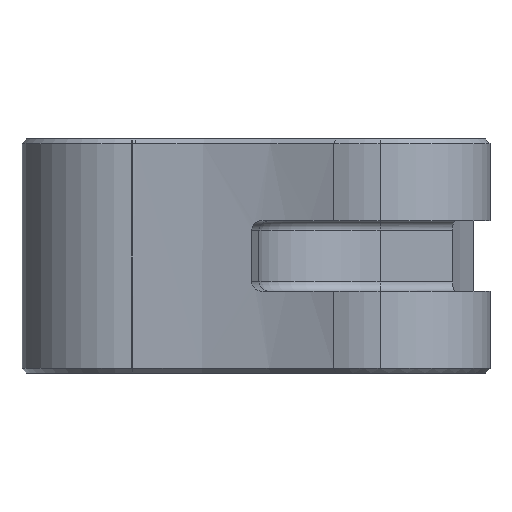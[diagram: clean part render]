
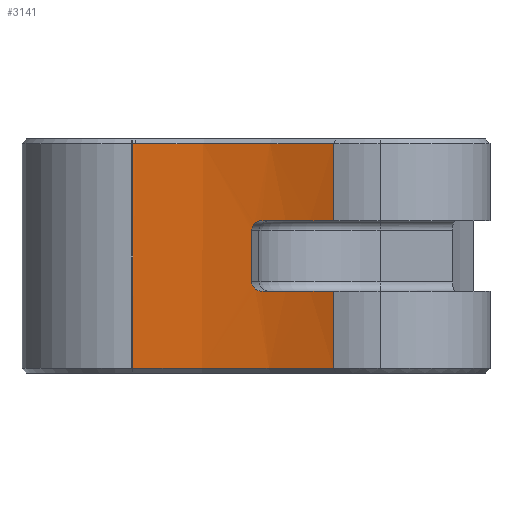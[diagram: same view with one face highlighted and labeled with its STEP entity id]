
A CAD part, left-side view. The second image highlights one B-rep face of the part: STEP entity #3141.
In plain terms, the highlighted cylindrical face has radius 100 mm (diameter 200 mm), a partial arc.
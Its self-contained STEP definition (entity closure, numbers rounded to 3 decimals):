
#45 = CARTESIAN_POINT ( 'NONE',  ( -15.102, 27.151, -6.51 ) ) ;
#120 = DIRECTION ( 'NONE',  ( 0., 0., 1. ) ) ;
#164 = AXIS2_PLACEMENT_3D ( 'NONE', #1907, #120, #2197 ) ;
#167 = CIRCLE ( 'NONE', #2285, 100. ) ;
#182 = ORIENTED_EDGE ( 'NONE', *, *, #2222, .T. ) ;
#204 = CARTESIAN_POINT ( 'NONE',  ( -15.417, 25.964, 7.448 ) ) ;
#288 = CARTESIAN_POINT ( 'NONE',  ( -11.9, 52.859, 24. ) ) ;
#306 = CARTESIAN_POINT ( 'NONE',  ( -21.292, 9.944, -24. ) ) ;
#324 = CARTESIAN_POINT ( 'NONE',  ( -21.292, 9.944, 7.5 ) ) ;
#342 = CARTESIAN_POINT ( 'NONE',  ( -15.047, 27.362, -6.031 ) ) ;
#437 = DIRECTION ( 'NONE',  ( 0., 0., -1. ) ) ;
#483 = CARTESIAN_POINT ( 'NONE',  ( -15.033, 27.415, 5.5 ) ) ;
#495 = CARTESIAN_POINT ( 'NONE',  ( -15.558, 25.453, 7.5 ) ) ;
#546 = LINE ( 'NONE', #2221, #3665 ) ;
#547 = ORIENTED_EDGE ( 'NONE', *, *, #2372, .F. ) ;
#602 = CARTESIAN_POINT ( 'NONE',  ( -111.898, 52.26, 25. ) ) ;
#623 = CARTESIAN_POINT ( 'NONE',  ( -15.487, 25.707, -7.487 ) ) ;
#626 = CARTESIAN_POINT ( 'NONE',  ( -111.898, 52.26, -24. ) ) ;
#631 = CARTESIAN_POINT ( 'NONE',  ( -15.033, 27.415, -5.5 ) ) ;
#648 = VERTEX_POINT ( 'NONE', #324 ) ;
#661 = B_SPLINE_CURVE_WITH_KNOTS ( 'NONE', 3,
 ( #1514, #2398, #623, #2693, #929, #2970, #1222, #3248, #1528, #3536, #1836, #45, #2122, #342, #2415, #631 ),
 .UNSPECIFIED., .F., .F.,
 ( 4, 2, 2, 2, 2, 2, 2, 4 ),
 ( 0., 0., 0.001, 0.001, 0.002, 0.002, 0.002, 0.003 ),
 .UNSPECIFIED. ) ;
#792 = CARTESIAN_POINT ( 'NONE',  ( -15.037, 27.402, 5.764 ) ) ;
#907 = DIRECTION ( 'NONE',  ( -1., 0., 0. ) ) ;
#929 = CARTESIAN_POINT ( 'NONE',  ( -15.386, 26.079, -7.4 ) ) ;
#932 = VERTEX_POINT ( 'NONE', #1192 ) ;
#940 = DIRECTION ( 'NONE',  ( 1., 0., 0. ) ) ;
#1084 = CARTESIAN_POINT ( 'NONE',  ( -15.06, 27.313, 6.149 ) ) ;
#1126 = AXIS2_PLACEMENT_3D ( 'NONE', #602, #2674, #907 ) ;
#1167 = CARTESIAN_POINT ( 'NONE',  ( -111.898, 52.26, -7.5 ) ) ;
#1179 = VERTEX_POINT ( 'NONE', #288 ) ;
#1192 = CARTESIAN_POINT ( 'NONE',  ( -15.558, 25.453, -7.5 ) ) ;
#1215 = VECTOR ( 'NONE', #2765, 1000. ) ;
#1222 = CARTESIAN_POINT ( 'NONE',  ( -15.292, 26.428, -7.24 ) ) ;
#1273 = VERTEX_POINT ( 'NONE', #3227 ) ;
#1360 = VERTEX_POINT ( 'NONE', #3590 ) ;
#1385 = CARTESIAN_POINT ( 'NONE',  ( -15.101, 27.152, 6.507 ) ) ;
#1389 = CARTESIAN_POINT ( 'NONE',  ( -15.558, 25.453, 7.5 ) ) ;
#1390 = ORIENTED_EDGE ( 'NONE', *, *, #1499, .T. ) ;
#1425 = LINE ( 'NONE', #2103, #2889 ) ;
#1473 = DIRECTION ( 'NONE',  ( 1., 0., 0. ) ) ;
#1474 = ORIENTED_EDGE ( 'NONE', *, *, #2860, .F. ) ;
#1477 = FACE_OUTER_BOUND ( 'NONE', #2006, .T. ) ;
#1489 = ORIENTED_EDGE ( 'NONE', *, *, #1718, .T. ) ;
#1499 = EDGE_CURVE ( 'NONE', #3460, #2208, #167, .T. ) ;
#1514 = CARTESIAN_POINT ( 'NONE',  ( -15.558, 25.453, -7.5 ) ) ;
#1521 = DIRECTION ( 'NONE',  ( 0., 0., -1. ) ) ;
#1528 = CARTESIAN_POINT ( 'NONE',  ( -15.208, 26.742, -7.012 ) ) ;
#1539 = CIRCLE ( 'NONE', #3621, 100. ) ;
#1550 = EDGE_CURVE ( 'NONE', #2636, #1273, #2329, .T. ) ;
#1569 = VECTOR ( 'NONE', #3562, 1000. ) ;
#1596 = VERTEX_POINT ( 'NONE', #2170 ) ;
#1610 = VERTEX_POINT ( 'NONE', #2451 ) ;
#1640 = AXIS2_PLACEMENT_3D ( 'NONE', #3357, #1655, #3657 ) ;
#1655 = DIRECTION ( 'NONE',  ( 0., 0., 1. ) ) ;
#1698 = CARTESIAN_POINT ( 'NONE',  ( -15.16, 26.925, 6.828 ) ) ;
#1718 = EDGE_CURVE ( 'NONE', #1610, #1360, #3315, .T. ) ;
#1836 = CARTESIAN_POINT ( 'NONE',  ( -15.139, 27.006, -6.728 ) ) ;
#1842 = ORIENTED_EDGE ( 'NONE', *, *, #1550, .T. ) ;
#1890 = EDGE_CURVE ( 'NONE', #1179, #3460, #2007, .T. ) ;
#1907 = CARTESIAN_POINT ( 'NONE',  ( -111.898, 52.26, 24. ) ) ;
#1909 = EDGE_CURVE ( 'NONE', #1360, #1179, #2213, .T. ) ;
#1939 = ORIENTED_EDGE ( 'NONE', *, *, #3309, .F. ) ;
#1954 = ORIENTED_EDGE ( 'NONE', *, *, #1909, .T. ) ;
#1985 = CARTESIAN_POINT ( 'NONE',  ( -15.29, 26.434, 7.251 ) ) ;
#1994 = ORIENTED_EDGE ( 'NONE', *, *, #3671, .T. ) ;
#2006 = EDGE_LOOP ( 'NONE', ( #3287, #1390, #1939, #1474, #182, #1842, #1994, #2194, #547, #1489, #1954 ) ) ;
#2007 = LINE ( 'NONE', #2172, #1215 ) ;
#2078 = CYLINDRICAL_SURFACE ( 'NONE', #1126, 100. ) ;
#2103 = CARTESIAN_POINT ( 'NONE',  ( -21.292, 9.944, 25. ) ) ;
#2122 = CARTESIAN_POINT ( 'NONE',  ( -15.085, 27.213, -6.393 ) ) ;
#2170 = CARTESIAN_POINT ( 'NONE',  ( -21.292, 9.944, -7.5 ) ) ;
#2172 = CARTESIAN_POINT ( 'NONE',  ( -11.9, 52.859, 25. ) ) ;
#2175 = B_SPLINE_CURVE_WITH_KNOTS ( 'NONE', 3,
 ( #483, #3681, #792, #2845, #1084, #3124, #1385, #3394, #1698, #3701, #1985, #204, #2278, #495 ),
 .UNSPECIFIED., .F., .F.,
 ( 4, 2, 2, 2, 2, 2, 4 ),
 ( 0., 0., 0.001, 0.001, 0.002, 0.002, 0.003 ),
 .UNSPECIFIED. ) ;
#2194 = ORIENTED_EDGE ( 'NONE', *, *, #3025, .T. ) ;
#2197 = DIRECTION ( 'NONE',  ( 1., 0., 0. ) ) ;
#2208 = VERTEX_POINT ( 'NONE', #306 ) ;
#2213 = CIRCLE ( 'NONE', #164, 100. ) ;
#2221 = CARTESIAN_POINT ( 'NONE',  ( -21.292, 9.944, 25. ) ) ;
#2222 = EDGE_CURVE ( 'NONE', #932, #2636, #661, .T. ) ;
#2278 = CARTESIAN_POINT ( 'NONE',  ( -15.487, 25.709, 7.5 ) ) ;
#2285 = AXIS2_PLACEMENT_3D ( 'NONE', #626, #2705, #940 ) ;
#2329 = LINE ( 'NONE', #3261, #1569 ) ;
#2372 = EDGE_CURVE ( 'NONE', #1610, #648, #546, .T. ) ;
#2398 = CARTESIAN_POINT ( 'NONE',  ( -15.522, 25.581, -7.5 ) ) ;
#2415 = CARTESIAN_POINT ( 'NONE',  ( -15.033, 27.415, -5.766 ) ) ;
#2416 = VERTEX_POINT ( 'NONE', #1389 ) ;
#2451 = CARTESIAN_POINT ( 'NONE',  ( -21.292, 9.944, 24. ) ) ;
#2548 = CIRCLE ( 'NONE', #2589, 100. ) ;
#2589 = AXIS2_PLACEMENT_3D ( 'NONE', #3243, #1521, #3528 ) ;
#2636 = VERTEX_POINT ( 'NONE', #3244 ) ;
#2674 = DIRECTION ( 'NONE',  ( 0., 0., -1. ) ) ;
#2690 = DIRECTION ( 'NONE',  ( 0., 0., -1. ) ) ;
#2693 = CARTESIAN_POINT ( 'NONE',  ( -15.419, 25.956, -7.437 ) ) ;
#2705 = DIRECTION ( 'NONE',  ( 0., 0., -1. ) ) ;
#2765 = DIRECTION ( 'NONE',  ( 0., 0., -1. ) ) ;
#2845 = CARTESIAN_POINT ( 'NONE',  ( -15.05, 27.351, 6.021 ) ) ;
#2860 = EDGE_CURVE ( 'NONE', #932, #1596, #1539, .T. ) ;
#2889 = VECTOR ( 'NONE', #2690, 1000. ) ;
#2970 = CARTESIAN_POINT ( 'NONE',  ( -15.322, 26.316, -7.301 ) ) ;
#3025 = EDGE_CURVE ( 'NONE', #2416, #648, #2548, .T. ) ;
#3124 = CARTESIAN_POINT ( 'NONE',  ( -15.085, 27.213, 6.392 ) ) ;
#3141 = ADVANCED_FACE ( 'NONE', ( #1477 ), #2078, .F. ) ;
#3206 = DIRECTION ( 'NONE',  ( 0., 0., -1. ) ) ;
#3227 = CARTESIAN_POINT ( 'NONE',  ( -15.033, 27.415, 5.5 ) ) ;
#3243 = CARTESIAN_POINT ( 'NONE',  ( -111.898, 52.26, 7.5 ) ) ;
#3244 = CARTESIAN_POINT ( 'NONE',  ( -15.033, 27.415, -5.5 ) ) ;
#3248 = CARTESIAN_POINT ( 'NONE',  ( -15.235, 26.641, -7.096 ) ) ;
#3261 = CARTESIAN_POINT ( 'NONE',  ( -15.033, 27.415, -7.5 ) ) ;
#3287 = ORIENTED_EDGE ( 'NONE', *, *, #1890, .T. ) ;
#3309 = EDGE_CURVE ( 'NONE', #1596, #2208, #1425, .T. ) ;
#3315 = CIRCLE ( 'NONE', #1640, 100. ) ;
#3357 = CARTESIAN_POINT ( 'NONE',  ( -111.898, 52.26, 24. ) ) ;
#3394 = CARTESIAN_POINT ( 'NONE',  ( -15.139, 27.009, 6.725 ) ) ;
#3460 = VERTEX_POINT ( 'NONE', #3623 ) ;
#3528 = DIRECTION ( 'NONE',  ( 1., 0., 0. ) ) ;
#3536 = CARTESIAN_POINT ( 'NONE',  ( -15.16, 26.924, -6.829 ) ) ;
#3562 = DIRECTION ( 'NONE',  ( 0., 0., 1. ) ) ;
#3590 = CARTESIAN_POINT ( 'NONE',  ( -11.898, 52.26, 24. ) ) ;
#3621 = AXIS2_PLACEMENT_3D ( 'NONE', #1167, #3206, #1473 ) ;
#3623 = CARTESIAN_POINT ( 'NONE',  ( -11.9, 52.859, -24. ) ) ;
#3657 = DIRECTION ( 'NONE',  ( 1., 0., 0. ) ) ;
#3665 = VECTOR ( 'NONE', #437, 1000. ) ;
#3671 = EDGE_CURVE ( 'NONE', #1273, #2416, #2175, .T. ) ;
#3681 = CARTESIAN_POINT ( 'NONE',  ( -15.033, 27.415, 5.633 ) ) ;
#3701 = CARTESIAN_POINT ( 'NONE',  ( -15.232, 26.653, 7.103 ) ) ;
